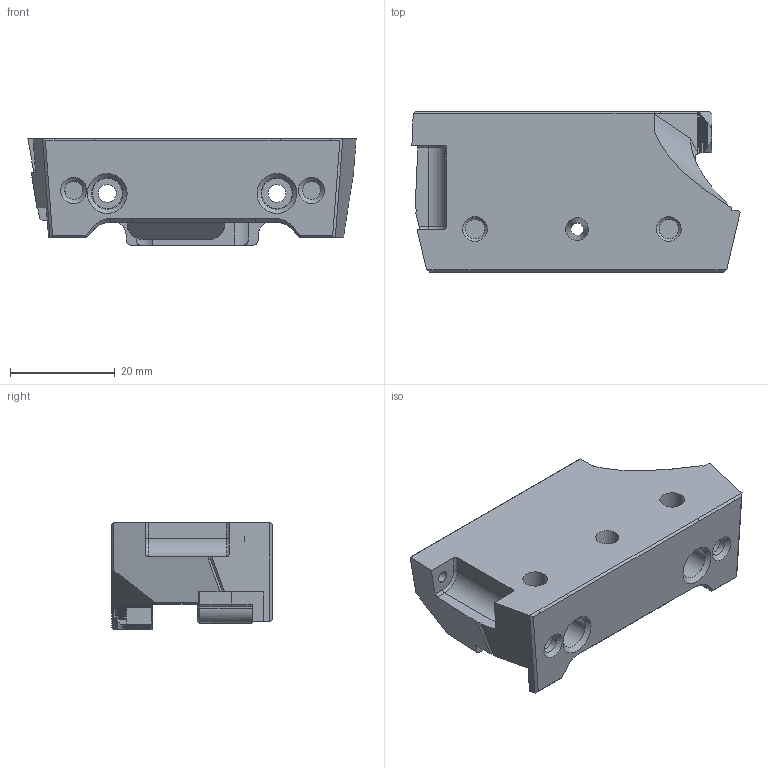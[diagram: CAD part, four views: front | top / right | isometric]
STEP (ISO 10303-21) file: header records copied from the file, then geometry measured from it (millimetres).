
FILE_DESCRIPTION(/* description */ (''),/* implementation_level */ '2;1');
FILE_NAME(/* name */ 'ORBITERMOUNT_STANDARD_V3 v7.step',/* time_stamp */ '2023-12-28T12:16:02-09:00',/* author */ (''),/* organization */ (''),/* preprocessor_version */ 'ST-DEVELOPER v20',/* originating_system */ 'Autodesk Translation Framework v12.14.0.127',/* authorisation */ '');
FILE_SCHEMA (('AUTOMOTIVE_DESIGN { 1 0 10303 214 3 1 1 }'));
Length unit declared in the file: millimetre
Products named in the file (2): ORBITERMOUNT_STANDARD_V3; ORBITERMOUNT_STANDARD_V3_Cutting v1
Assembly tree (1 placements, depth 2):
  ORBITERMOUNT_STANDARD_V3
    ORBITERMOUNT_STANDARD_V3_Cutting v1
Bounding box: 62.68 x 30.6 x 20.35 mm (x, y, z)
Volume: 20372.8 mm3; surface area: 8695.6 mm2
Topology: 1 solids, 1 shells, 759 faces, 1682 edges, 925 vertices
Faces by surface type: plane 653, cylinder 49, cone 27, bspline 25, torus 5
Full cylindrical faces by diameter (mm): 2.2 x2, 2.4 x1, 3.4 x4, 4.7 x5, 5.8 x2, 6 x2
Entity records: 21962 total; most frequent: CARTESIAN_POINT 5574, ORIENTED_EDGE 3358, DIRECTION 3281, EDGE_CURVE 1679, LINE 1405, VECTOR 1405, AXIS2_PLACEMENT_3D 938, VERTEX_POINT 925
